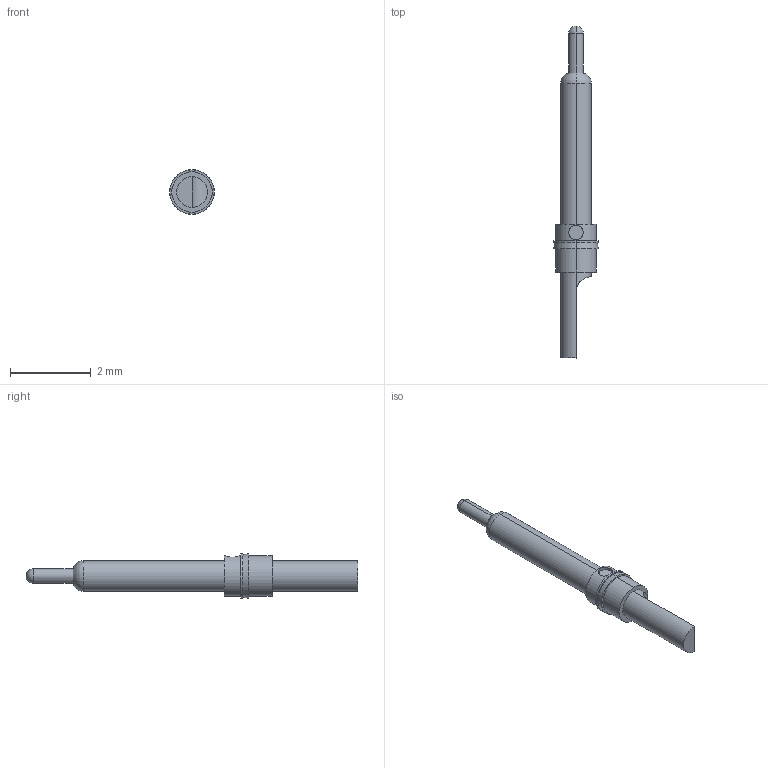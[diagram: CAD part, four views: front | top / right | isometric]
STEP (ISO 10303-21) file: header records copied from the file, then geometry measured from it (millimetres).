
FILE_DESCRIPTION (( 'STEP AP214' ), '1' );
FILE_NAME ('UEBK-12634_2017_09_12.STEP', '2017-09-12T09:46:09', ( '' ), ( '' ), 'SwSTEP 2.0', 'SolidWorks 2017', '' );
FILE_SCHEMA (( 'AUTOMOTIVE_DESIGN' ));
Length unit declared in the file: millimetre
Products named in the file (1): UEBK-12634_2017_09_12
Bounding box: 1.11 x 8.23 x 1.11 mm (x, y, z)
Volume: 3.3 mm3; surface area: 19.9 mm2
Topology: 1 solids, 1 shells, 32 faces, 69 edges, 43 vertices
Faces by surface type: cylinder 15, plane 9, cone 4, sphere 2, torus 2
Entity records: 911 total; most frequent: CARTESIAN_POINT 176, DIRECTION 163, ORIENTED_EDGE 130, AXIS2_PLACEMENT_3D 70, EDGE_CURVE 65, VERTEX_POINT 41, EDGE_LOOP 38, CIRCLE 37
